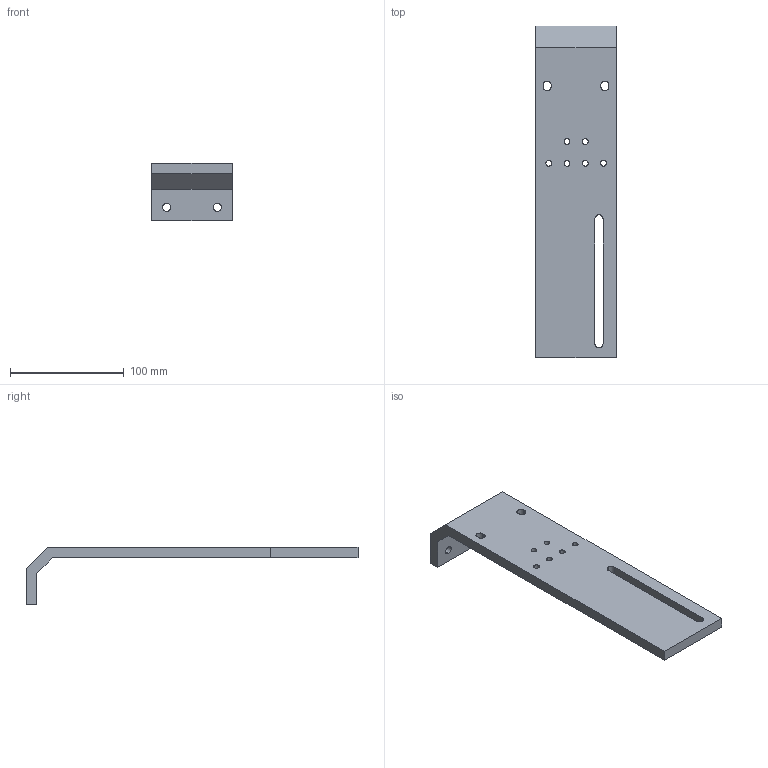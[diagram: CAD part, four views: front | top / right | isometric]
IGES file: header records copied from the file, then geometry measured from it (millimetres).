
Start section: SolidWorks IGES file using analytic representation for surfaces
Global section: file name: D1102323-v2, Variable Height Adjustment Brkt.IGS; native system: SolidWorks 2012; preprocessor: SolidWorks 2012; author: tnguyen; date: 121030.102703; units: inch
Bounding box: 71.12 x 291.72 x 50.8 mm (x, y, z)
Surface area: 55401.1 mm2 (no closed solid volume)
Topology: 0 solids, 0 shells, 75 faces, 3083 edges, 3083 vertices
Faces by surface type: bspline 52, revolution 23
